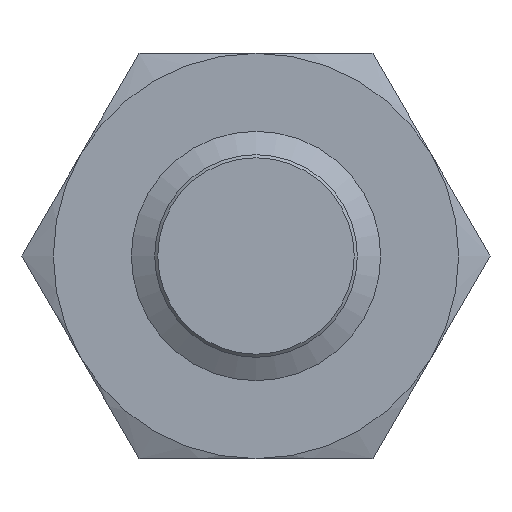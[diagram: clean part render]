
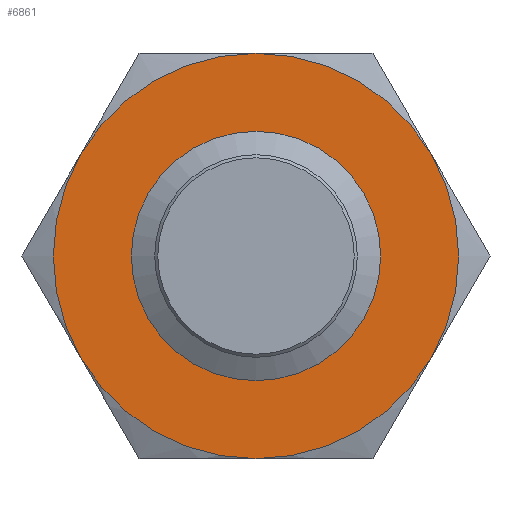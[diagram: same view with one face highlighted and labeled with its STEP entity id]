
A CAD part, left-side view. The second image highlights one B-rep face of the part: STEP entity #6861.
In plain terms, the highlighted planar face has unit normal (-1, 0, 0).
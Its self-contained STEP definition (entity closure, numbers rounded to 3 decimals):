
#2188 = VERTEX_POINT('',#2189);
#2189 = CARTESIAN_POINT('',(10.,0.,6.5));
#2209 = CONICAL_SURFACE('',#2210,6.5,1.222);
#2210 = AXIS2_PLACEMENT_3D('',#2211,#2212,#2213);
#2211 = CARTESIAN_POINT('',(10.,0.,0.));
#2212 = DIRECTION('',(1.,-0.,-0.));
#2213 = DIRECTION('',(-0.,0.,-1.));
#2263 = CONICAL_SURFACE('',#2264,6.5,1.222);
#2264 = AXIS2_PLACEMENT_3D('',#2265,#2266,#2267);
#2265 = CARTESIAN_POINT('',(10.,0.,0.));
#2266 = DIRECTION('',(1.,-0.,-0.));
#2267 = DIRECTION('',(-0.,0.,-1.));
#2768 = VERTEX_POINT('',#2769);
#2769 = CARTESIAN_POINT('',(10.,5.629,-3.25));
#2789 = CONICAL_SURFACE('',#2790,6.5,1.222);
#2790 = AXIS2_PLACEMENT_3D('',#2791,#2792,#2793);
#2791 = CARTESIAN_POINT('',(10.,0.,0.));
#2792 = DIRECTION('',(1.,-0.,-0.));
#2793 = DIRECTION('',(-0.,0.,-1.));
#2843 = CONICAL_SURFACE('',#2844,6.5,1.222);
#2844 = AXIS2_PLACEMENT_3D('',#2845,#2846,#2847);
#2845 = CARTESIAN_POINT('',(10.,0.,0.));
#2846 = DIRECTION('',(1.,-0.,-0.));
#2847 = DIRECTION('',(-0.,0.,-1.));
#2984 = VERTEX_POINT('',#2985);
#2985 = CARTESIAN_POINT('',(10.,-5.629,-3.25));
#3005 = CONICAL_SURFACE('',#3006,6.5,1.222);
#3006 = AXIS2_PLACEMENT_3D('',#3007,#3008,#3009);
#3007 = CARTESIAN_POINT('',(10.,0.,0.));
#3008 = DIRECTION('',(1.,-0.,-0.));
#3009 = DIRECTION('',(-0.,0.,-1.));
#3059 = CONICAL_SURFACE('',#3060,6.5,1.222);
#3060 = AXIS2_PLACEMENT_3D('',#3061,#3062,#3063);
#3061 = CARTESIAN_POINT('',(10.,0.,0.));
#3062 = DIRECTION('',(1.,-0.,-0.));
#3063 = DIRECTION('',(-0.,0.,-1.));
#5403 = VERTEX_POINT('',#5404);
#5404 = CARTESIAN_POINT('',(10.,-5.629,3.25));
#5454 = EDGE_CURVE('',#2188,#5403,#5455,.T.);
#5455 = SURFACE_CURVE('',#5456,(#5461,#5468),.PCURVE_S1.);
#5456 = CIRCLE('',#5457,6.5);
#5457 = AXIS2_PLACEMENT_3D('',#5458,#5459,#5460);
#5458 = CARTESIAN_POINT('',(10.,0.,0.));
#5459 = DIRECTION('',(1.,0.,-0.));
#5460 = DIRECTION('',(-0.,0.,-1.));
#5461 = PCURVE('',#2263,#5462);
#5462 = DEFINITIONAL_REPRESENTATION('',(#5463),#5467);
#5463 = LINE('',#5464,#5465);
#5464 = CARTESIAN_POINT('',(0.,0.));
#5465 = VECTOR('',#5466,1.);
#5466 = DIRECTION('',(1.,0.));
#5467 = ( GEOMETRIC_REPRESENTATION_CONTEXT(2) 
PARAMETRIC_REPRESENTATION_CONTEXT() REPRESENTATION_CONTEXT('2D SPACE',''
  ) );
#5468 = PCURVE('',#5469,#5474);
#5469 = PLANE('',#5470);
#5470 = AXIS2_PLACEMENT_3D('',#5471,#5472,#5473);
#5471 = CARTESIAN_POINT('',(10.,0.,0.));
#5472 = DIRECTION('',(1.,0.,-0.));
#5473 = DIRECTION('',(-0.,0.,-1.));
#5474 = DEFINITIONAL_REPRESENTATION('',(#5475),#5479);
#5475 = CIRCLE('',#5476,6.5);
#5476 = AXIS2_PLACEMENT_2D('',#5477,#5478);
#5477 = CARTESIAN_POINT('',(0.,0.));
#5478 = DIRECTION('',(1.,0.));
#5479 = ( GEOMETRIC_REPRESENTATION_CONTEXT(2) 
PARAMETRIC_REPRESENTATION_CONTEXT() REPRESENTATION_CONTEXT('2D SPACE',''
  ) );
#6540 = EDGE_CURVE('',#6541,#6541,#6543,.T.);
#6541 = VERTEX_POINT('',#6542);
#6542 = CARTESIAN_POINT('',(10.,0.,-4.));
#6543 = SURFACE_CURVE('',#6544,(#6549,#6561),.PCURVE_S1.);
#6544 = CIRCLE('',#6545,4.);
#6545 = AXIS2_PLACEMENT_3D('',#6546,#6547,#6548);
#6546 = CARTESIAN_POINT('',(10.,0.,0.));
#6547 = DIRECTION('',(1.,0.,-0.));
#6548 = DIRECTION('',(-0.,0.,-1.));
#6549 = PCURVE('',#6550,#6555);
#6550 = CYLINDRICAL_SURFACE('',#6551,4.);
#6551 = AXIS2_PLACEMENT_3D('',#6552,#6553,#6554);
#6552 = CARTESIAN_POINT('',(46.,0.,0.));
#6553 = DIRECTION('',(-1.,-0.,0.));
#6554 = DIRECTION('',(-0.,0.,-1.));
#6555 = DEFINITIONAL_REPRESENTATION('',(#6556),#6560);
#6556 = LINE('',#6557,#6558);
#6557 = CARTESIAN_POINT('',(6.283,36.));
#6558 = VECTOR('',#6559,1.);
#6559 = DIRECTION('',(-1.,0.));
#6560 = ( GEOMETRIC_REPRESENTATION_CONTEXT(2) 
PARAMETRIC_REPRESENTATION_CONTEXT() REPRESENTATION_CONTEXT('2D SPACE',''
  ) );
#6561 = PCURVE('',#5469,#6562);
#6562 = DEFINITIONAL_REPRESENTATION('',(#6563),#6567);
#6563 = CIRCLE('',#6564,4.);
#6564 = AXIS2_PLACEMENT_2D('',#6565,#6566);
#6565 = CARTESIAN_POINT('',(0.,0.));
#6566 = DIRECTION('',(1.,0.));
#6567 = ( GEOMETRIC_REPRESENTATION_CONTEXT(2) 
PARAMETRIC_REPRESENTATION_CONTEXT() REPRESENTATION_CONTEXT('2D SPACE',''
  ) );
#6659 = EDGE_CURVE('',#2984,#6660,#6662,.T.);
#6660 = VERTEX_POINT('',#6661);
#6661 = CARTESIAN_POINT('',(10.,0.,-6.5));
#6662 = SURFACE_CURVE('',#6663,(#6668,#6675),.PCURVE_S1.);
#6663 = CIRCLE('',#6664,6.5);
#6664 = AXIS2_PLACEMENT_3D('',#6665,#6666,#6667);
#6665 = CARTESIAN_POINT('',(10.,0.,0.));
#6666 = DIRECTION('',(1.,0.,-0.));
#6667 = DIRECTION('',(-0.,0.,-1.));
#6668 = PCURVE('',#3059,#6669);
#6669 = DEFINITIONAL_REPRESENTATION('',(#6670),#6674);
#6670 = LINE('',#6671,#6672);
#6671 = CARTESIAN_POINT('',(0.,0.));
#6672 = VECTOR('',#6673,1.);
#6673 = DIRECTION('',(1.,0.));
#6674 = ( GEOMETRIC_REPRESENTATION_CONTEXT(2) 
PARAMETRIC_REPRESENTATION_CONTEXT() REPRESENTATION_CONTEXT('2D SPACE',''
  ) );
#6675 = PCURVE('',#5469,#6676);
#6676 = DEFINITIONAL_REPRESENTATION('',(#6677),#6681);
#6677 = CIRCLE('',#6678,6.5);
#6678 = AXIS2_PLACEMENT_2D('',#6679,#6680);
#6679 = CARTESIAN_POINT('',(0.,0.));
#6680 = DIRECTION('',(1.,0.));
#6681 = ( GEOMETRIC_REPRESENTATION_CONTEXT(2) 
PARAMETRIC_REPRESENTATION_CONTEXT() REPRESENTATION_CONTEXT('2D SPACE',''
  ) );
#6861 = ADVANCED_FACE('',(#6862,#6956),#5469,.F.);
#6862 = FACE_BOUND('',#6863,.T.);
#6863 = EDGE_LOOP('',(#6864,#6888,#6910,#6911,#6933,#6934));
#6864 = ORIENTED_EDGE('',*,*,#6865,.F.);
#6865 = EDGE_CURVE('',#2768,#6866,#6868,.T.);
#6866 = VERTEX_POINT('',#6867);
#6867 = CARTESIAN_POINT('',(10.,5.629,3.25));
#6868 = SURFACE_CURVE('',#6869,(#6874,#6881),.PCURVE_S1.);
#6869 = CIRCLE('',#6870,6.5);
#6870 = AXIS2_PLACEMENT_3D('',#6871,#6872,#6873);
#6871 = CARTESIAN_POINT('',(10.,0.,0.));
#6872 = DIRECTION('',(1.,0.,-0.));
#6873 = DIRECTION('',(-0.,0.,-1.));
#6874 = PCURVE('',#5469,#6875);
#6875 = DEFINITIONAL_REPRESENTATION('',(#6876),#6880);
#6876 = CIRCLE('',#6877,6.5);
#6877 = AXIS2_PLACEMENT_2D('',#6878,#6879);
#6878 = CARTESIAN_POINT('',(0.,0.));
#6879 = DIRECTION('',(1.,0.));
#6880 = ( GEOMETRIC_REPRESENTATION_CONTEXT(2) 
PARAMETRIC_REPRESENTATION_CONTEXT() REPRESENTATION_CONTEXT('2D SPACE',''
  ) );
#6881 = PCURVE('',#2843,#6882);
#6882 = DEFINITIONAL_REPRESENTATION('',(#6883),#6887);
#6883 = LINE('',#6884,#6885);
#6884 = CARTESIAN_POINT('',(0.,0.));
#6885 = VECTOR('',#6886,1.);
#6886 = DIRECTION('',(1.,0.));
#6887 = ( GEOMETRIC_REPRESENTATION_CONTEXT(2) 
PARAMETRIC_REPRESENTATION_CONTEXT() REPRESENTATION_CONTEXT('2D SPACE',''
  ) );
#6888 = ORIENTED_EDGE('',*,*,#6889,.F.);
#6889 = EDGE_CURVE('',#6660,#2768,#6890,.T.);
#6890 = SURFACE_CURVE('',#6891,(#6896,#6903),.PCURVE_S1.);
#6891 = CIRCLE('',#6892,6.5);
#6892 = AXIS2_PLACEMENT_3D('',#6893,#6894,#6895);
#6893 = CARTESIAN_POINT('',(10.,0.,0.));
#6894 = DIRECTION('',(1.,0.,-0.));
#6895 = DIRECTION('',(-0.,0.,-1.));
#6896 = PCURVE('',#5469,#6897);
#6897 = DEFINITIONAL_REPRESENTATION('',(#6898),#6902);
#6898 = CIRCLE('',#6899,6.5);
#6899 = AXIS2_PLACEMENT_2D('',#6900,#6901);
#6900 = CARTESIAN_POINT('',(0.,0.));
#6901 = DIRECTION('',(1.,0.));
#6902 = ( GEOMETRIC_REPRESENTATION_CONTEXT(2) 
PARAMETRIC_REPRESENTATION_CONTEXT() REPRESENTATION_CONTEXT('2D SPACE',''
  ) );
#6903 = PCURVE('',#2789,#6904);
#6904 = DEFINITIONAL_REPRESENTATION('',(#6905),#6909);
#6905 = LINE('',#6906,#6907);
#6906 = CARTESIAN_POINT('',(0.,0.));
#6907 = VECTOR('',#6908,1.);
#6908 = DIRECTION('',(1.,0.));
#6909 = ( GEOMETRIC_REPRESENTATION_CONTEXT(2) 
PARAMETRIC_REPRESENTATION_CONTEXT() REPRESENTATION_CONTEXT('2D SPACE',''
  ) );
#6910 = ORIENTED_EDGE('',*,*,#6659,.F.);
#6911 = ORIENTED_EDGE('',*,*,#6912,.F.);
#6912 = EDGE_CURVE('',#5403,#2984,#6913,.T.);
#6913 = SURFACE_CURVE('',#6914,(#6919,#6926),.PCURVE_S1.);
#6914 = CIRCLE('',#6915,6.5);
#6915 = AXIS2_PLACEMENT_3D('',#6916,#6917,#6918);
#6916 = CARTESIAN_POINT('',(10.,0.,0.));
#6917 = DIRECTION('',(1.,0.,-0.));
#6918 = DIRECTION('',(-0.,0.,-1.));
#6919 = PCURVE('',#5469,#6920);
#6920 = DEFINITIONAL_REPRESENTATION('',(#6921),#6925);
#6921 = CIRCLE('',#6922,6.5);
#6922 = AXIS2_PLACEMENT_2D('',#6923,#6924);
#6923 = CARTESIAN_POINT('',(0.,0.));
#6924 = DIRECTION('',(1.,0.));
#6925 = ( GEOMETRIC_REPRESENTATION_CONTEXT(2) 
PARAMETRIC_REPRESENTATION_CONTEXT() REPRESENTATION_CONTEXT('2D SPACE',''
  ) );
#6926 = PCURVE('',#3005,#6927);
#6927 = DEFINITIONAL_REPRESENTATION('',(#6928),#6932);
#6928 = LINE('',#6929,#6930);
#6929 = CARTESIAN_POINT('',(0.,0.));
#6930 = VECTOR('',#6931,1.);
#6931 = DIRECTION('',(1.,0.));
#6932 = ( GEOMETRIC_REPRESENTATION_CONTEXT(2) 
PARAMETRIC_REPRESENTATION_CONTEXT() REPRESENTATION_CONTEXT('2D SPACE',''
  ) );
#6933 = ORIENTED_EDGE('',*,*,#5454,.F.);
#6934 = ORIENTED_EDGE('',*,*,#6935,.F.);
#6935 = EDGE_CURVE('',#6866,#2188,#6936,.T.);
#6936 = SURFACE_CURVE('',#6937,(#6942,#6949),.PCURVE_S1.);
#6937 = CIRCLE('',#6938,6.5);
#6938 = AXIS2_PLACEMENT_3D('',#6939,#6940,#6941);
#6939 = CARTESIAN_POINT('',(10.,0.,0.));
#6940 = DIRECTION('',(1.,0.,-0.));
#6941 = DIRECTION('',(-0.,0.,-1.));
#6942 = PCURVE('',#5469,#6943);
#6943 = DEFINITIONAL_REPRESENTATION('',(#6944),#6948);
#6944 = CIRCLE('',#6945,6.5);
#6945 = AXIS2_PLACEMENT_2D('',#6946,#6947);
#6946 = CARTESIAN_POINT('',(0.,0.));
#6947 = DIRECTION('',(1.,0.));
#6948 = ( GEOMETRIC_REPRESENTATION_CONTEXT(2) 
PARAMETRIC_REPRESENTATION_CONTEXT() REPRESENTATION_CONTEXT('2D SPACE',''
  ) );
#6949 = PCURVE('',#2209,#6950);
#6950 = DEFINITIONAL_REPRESENTATION('',(#6951),#6955);
#6951 = LINE('',#6952,#6953);
#6952 = CARTESIAN_POINT('',(0.,0.));
#6953 = VECTOR('',#6954,1.);
#6954 = DIRECTION('',(1.,0.));
#6955 = ( GEOMETRIC_REPRESENTATION_CONTEXT(2) 
PARAMETRIC_REPRESENTATION_CONTEXT() REPRESENTATION_CONTEXT('2D SPACE',''
  ) );
#6956 = FACE_BOUND('',#6957,.T.);
#6957 = EDGE_LOOP('',(#6958));
#6958 = ORIENTED_EDGE('',*,*,#6540,.T.);
